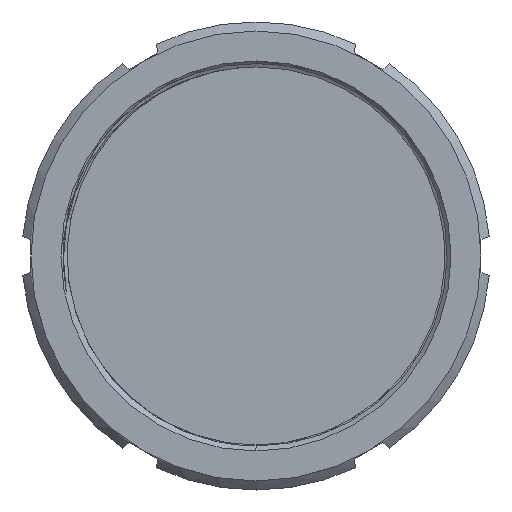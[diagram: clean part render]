
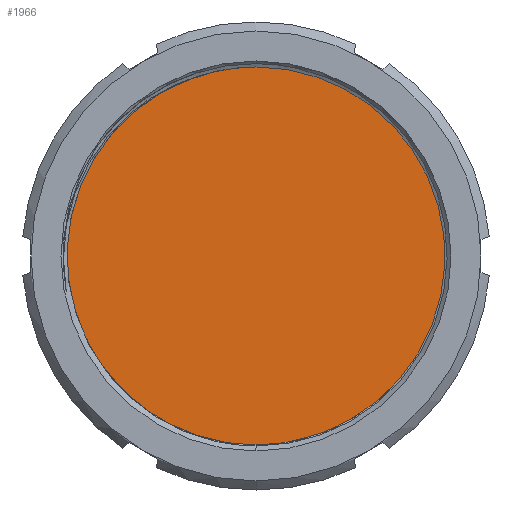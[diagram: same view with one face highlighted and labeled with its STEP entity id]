
A CAD part, left-side view. The second image highlights one B-rep face of the part: STEP entity #1966.
In plain terms, the highlighted planar face has unit normal (-1, 0, 0).
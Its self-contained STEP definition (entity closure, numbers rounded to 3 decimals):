
#52 = AXIS2_PLACEMENT_3D ( 'NONE', #2101, #177, #3084 ) ;
#99 = EDGE_LOOP ( 'NONE', ( #1204, #3702 ) ) ;
#177 = DIRECTION ( 'NONE',  ( 1., 0., 0. ) ) ;
#714 = EDGE_CURVE ( 'NONE', #1530, #1026, #3576, .T. ) ;
#868 = FACE_OUTER_BOUND ( 'NONE', #99, .T. ) ;
#1026 = VERTEX_POINT ( 'NONE', #2096 ) ;
#1204 = ORIENTED_EDGE ( 'NONE', *, *, #714, .T. ) ;
#1280 = CARTESIAN_POINT ( 'NONE',  ( 8.38, 0., 0. ) ) ;
#1530 = VERTEX_POINT ( 'NONE', #3073 ) ;
#1882 = AXIS2_PLACEMENT_3D ( 'NONE', #2845, #4166, #3542 ) ;
#1966 = ADVANCED_FACE ( 'NONE', ( #868 ), #3103, .F. ) ;
#2096 = CARTESIAN_POINT ( 'NONE',  ( 8.38, 0., -32. ) ) ;
#2101 = CARTESIAN_POINT ( 'NONE',  ( 8.38, 32., 0. ) ) ;
#2173 = EDGE_CURVE ( 'NONE', #1026, #1530, #3675, .T. ) ;
#2267 = DIRECTION ( 'NONE',  ( -1., 0., 0. ) ) ;
#2595 = DIRECTION ( 'NONE',  ( 0., 0., 1. ) ) ;
#2845 = CARTESIAN_POINT ( 'NONE',  ( 8.38, 0., 0. ) ) ;
#3073 = CARTESIAN_POINT ( 'NONE',  ( 8.38, 0., 32. ) ) ;
#3084 = DIRECTION ( 'NONE',  ( 0., 0., -1. ) ) ;
#3103 = PLANE ( 'NONE',  #52 ) ;
#3542 = DIRECTION ( 'NONE',  ( 0., 0., 1. ) ) ;
#3576 = CIRCLE ( 'NONE', #1882, 32. ) ;
#3675 = CIRCLE ( 'NONE', #4216, 32. ) ;
#3702 = ORIENTED_EDGE ( 'NONE', *, *, #2173, .T. ) ;
#4166 = DIRECTION ( 'NONE',  ( -1., 0., 0. ) ) ;
#4216 = AXIS2_PLACEMENT_3D ( 'NONE', #1280, #2267, #2595 ) ;
